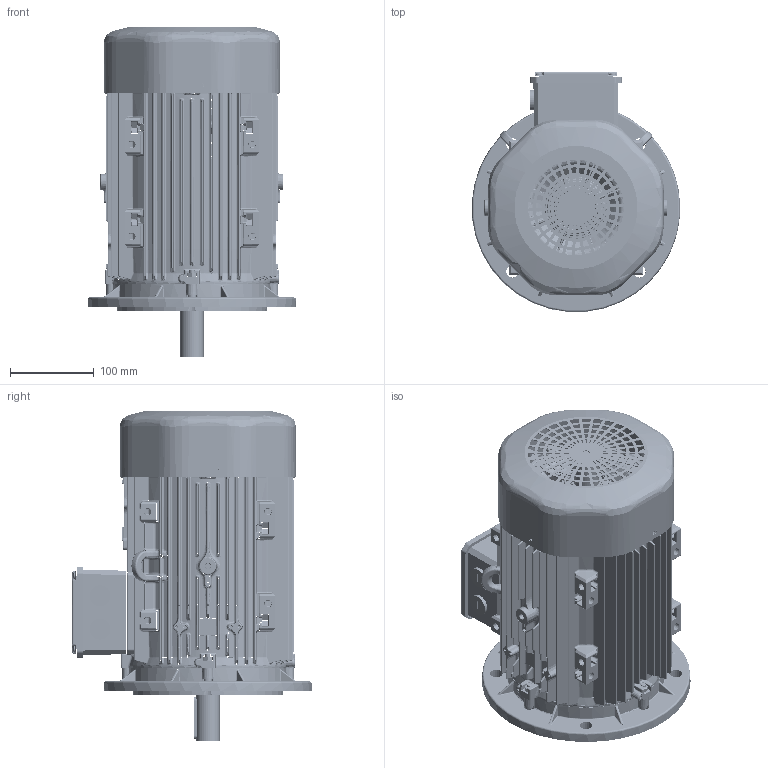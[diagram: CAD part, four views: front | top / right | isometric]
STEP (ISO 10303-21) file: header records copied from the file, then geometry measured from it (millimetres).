
FILE_DESCRIPTION(/* description */ (''),/* implementation_level */ '2;1');
FILE_NAME(/* name */ '_QH series_ 112_B5_stp.stp',/* time_stamp */ '2024-07-31T18:56:23+03:00',/* author */ (''),/* organization */ (''),/* preprocessor_version */ 'ST-DEVELOPER v18.102',/* originating_system */ 'SIEMENS PLM Software NX2206.8101',/* authorisation */ '');
FILE_SCHEMA (('AUTOMOTIVE_DESIGN { 1 0 10303 214 3 1 1 1 }'));
Products named in the file (1): _QH series_ 112_B5_stp_objects
Bounding box: 249.6 x 287.04 x 396 mm (x, y, z)
Surface area: 722478 mm2 (no closed solid volume)
Topology: 0 solids, 89 shells, 6681 faces, 21132 edges, 13619 vertices
Faces by surface type: cylinder 2480, plane 1408, torus 1237, bspline 700, cone 508, sphere 348
Full cylindrical faces by diameter (mm): 4.6 x3, 8 x5, 8.5 x1, 25 x2, 28 x1, 29.2 x1, 29.5 x1, 30 x2
Entity records: 264260 total; most frequent: CARTESIAN_POINT 103027, ORIENTED_EDGE 32698, DIRECTION 28629, EDGE_CURVE 20824, VERTEX_POINT 13565, AXIS2_PLACEMENT_3D 11336, B_SPLINE_CURVE_WITH_KNOTS 9069, EDGE_LOOP 7076
